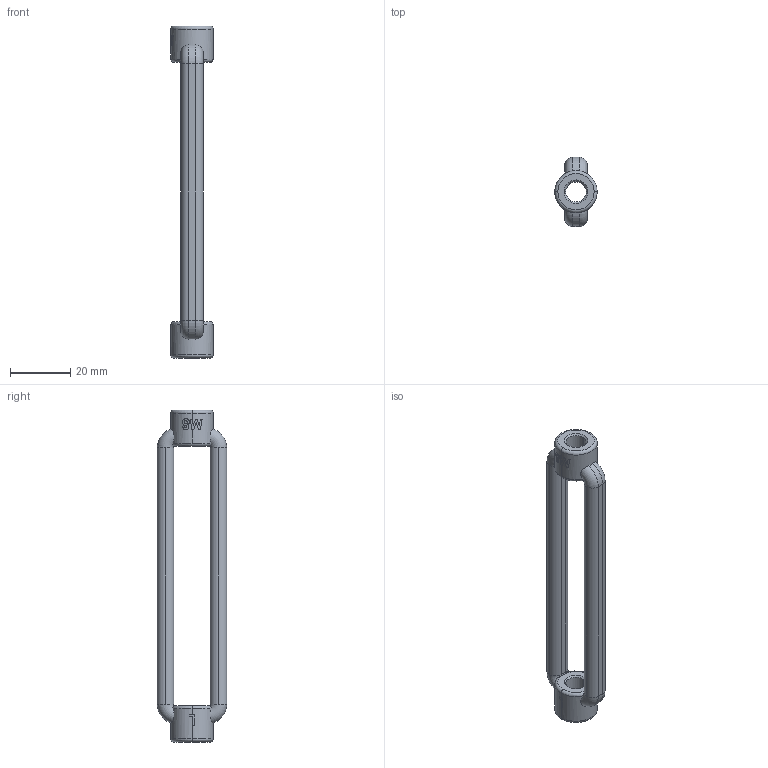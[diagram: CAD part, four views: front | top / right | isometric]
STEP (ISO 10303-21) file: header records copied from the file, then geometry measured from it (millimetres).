
FILE_DESCRIPTION (( 'STEP AP203' ), '1' );
FILE_NAME ('100044008.STEP', '2018-06-14T07:29:13', ( '' ), ( '' ), 'SwSTEP 2.0', 'SolidWorks 2015', '' );
FILE_SCHEMA (( 'CONFIG_CONTROL_DESIGN' ));
Length unit declared in the file: millimetre
Products named in the file (1): 100044008
Bounding box: 14 x 23 x 110 mm (x, y, z)
Volume: 9255.7 mm3; surface area: 5786 mm2
Topology: 1 solids, 1 shells, 321 faces, 837 edges, 548 vertices
Faces by surface type: plane 134, bspline 134, cylinder 27, torus 18, cone 8
Entity records: 19230 total; most frequent: CARTESIAN_POINT 12217, ORIENTED_EDGE 1674, DIRECTION 980, EDGE_CURVE 837, VERTEX_POINT 548, LINE 420, VECTOR 420, EDGE_LOOP 357
